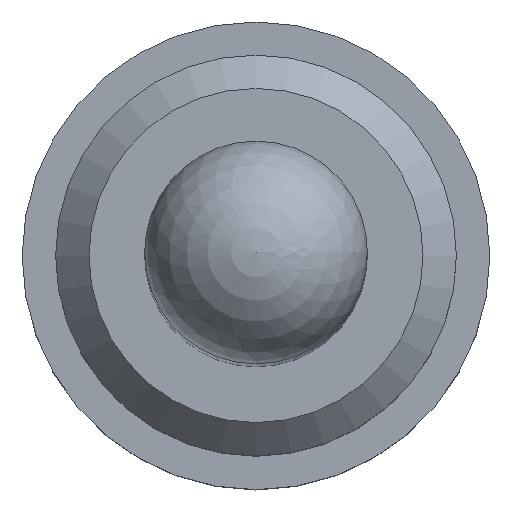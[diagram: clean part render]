
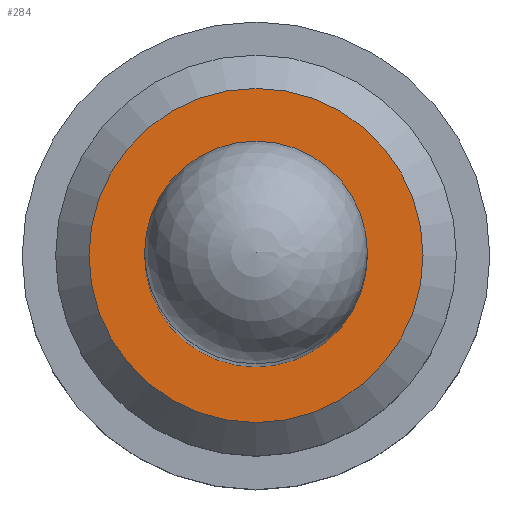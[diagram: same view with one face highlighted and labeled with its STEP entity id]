
A CAD part, top view. The second image highlights one B-rep face of the part: STEP entity #284.
In plain terms, the highlighted planar face has unit normal (0, 0, 1).
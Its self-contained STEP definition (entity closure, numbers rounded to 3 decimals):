
#18=FACE_BOUND('',#69,.T.);
#22=PLANE('',#340);
#50=FACE_OUTER_BOUND('',#68,.T.);
#68=EDGE_LOOP('',(#257));
#69=EDGE_LOOP('',(#258));
#116=CIRCLE('',#339,0.75);
#117=CIRCLE('',#341,0.5);
#144=VERTEX_POINT('',#576);
#145=VERTEX_POINT('',#580);
#183=EDGE_CURVE('',#144,#144,#116,.T.);
#184=EDGE_CURVE('',#145,#145,#117,.T.);
#257=ORIENTED_EDGE('',*,*,#183,.F.);
#258=ORIENTED_EDGE('',*,*,#184,.F.);
#284=ADVANCED_FACE('',(#50,#18),#22,.T.);
#339=AXIS2_PLACEMENT_3D('',#578,#417,#418);
#340=AXIS2_PLACEMENT_3D('',#579,#419,#420);
#341=AXIS2_PLACEMENT_3D('',#581,#421,#422);
#417=DIRECTION('center_axis',(0.,0.,-1.));
#418=DIRECTION('ref_axis',(-1.,0.,0.));
#419=DIRECTION('center_axis',(0.,0.,1.));
#420=DIRECTION('ref_axis',(-1.,0.,0.));
#421=DIRECTION('center_axis',(0.,0.,1.));
#422=DIRECTION('ref_axis',(-1.,0.,0.));
#576=CARTESIAN_POINT('',(-0.75,0.,-0.75));
#578=CARTESIAN_POINT('Origin',(0.,0.,-0.75));
#579=CARTESIAN_POINT('Origin',(0.,0.,-0.75));
#580=CARTESIAN_POINT('',(0.5,0.,-0.75));
#581=CARTESIAN_POINT('Origin',(0.,0.,-0.75));
